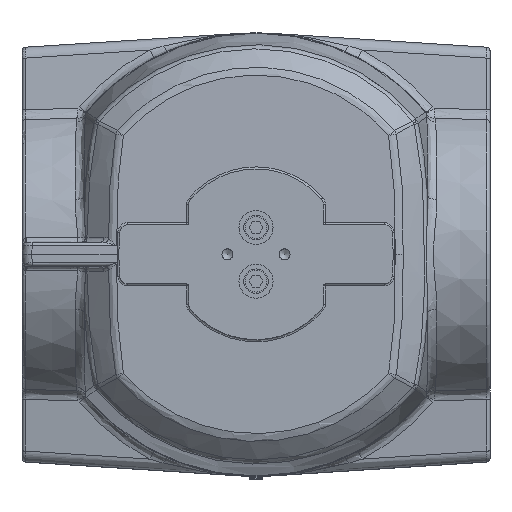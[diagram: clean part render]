
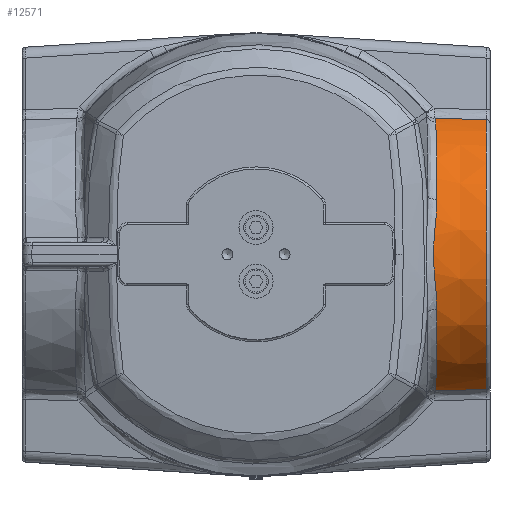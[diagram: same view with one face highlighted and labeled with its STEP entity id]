
A CAD part, top view. The second image highlights one B-rep face of the part: STEP entity #12571.
In plain terms, the highlighted conical face has half-angle 2 degrees and reference radius 60 mm.
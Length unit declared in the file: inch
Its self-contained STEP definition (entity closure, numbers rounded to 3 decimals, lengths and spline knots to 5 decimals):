
#1369=B_SPLINE_CURVE_WITH_KNOTS('',3,(#25014,#25015,#25016,#25017,#25018,
#25019,#25020,#25021,#25022),.UNSPECIFIED.,.F.,.F.,(4,1,1,1,1,1,4),(-4.93836,
-4.23288,-2.82192,-2.11644,-1.41096,-0.70548,
0.),.UNSPECIFIED.);
#1370=B_SPLINE_CURVE_WITH_KNOTS('',3,(#25024,#25025,#25026,#25027,#25028,
#25029,#25030),.UNSPECIFIED.,.F.,.F.,(4,1,1,1,4),(-4.69351,-4.02301,
-2.68201,-1.341,0.),
 .UNSPECIFIED.);
#1371=B_SPLINE_CURVE_WITH_KNOTS('',3,(#25032,#25033,#25034,#25035),
 .UNSPECIFIED.,.F.,.F.,(4,4),(-0.36459,0.),
 .UNSPECIFIED.);
#1372=B_SPLINE_CURVE_WITH_KNOTS('',3,(#25037,#25038,#25039,#25040),
 .UNSPECIFIED.,.F.,.F.,(4,4),(-0.01236,0.),.UNSPECIFIED.);
#1373=B_SPLINE_CURVE_WITH_KNOTS('',3,(#25041,#25042,#25043,#25044),
 .UNSPECIFIED.,.F.,.F.,(4,4),(-6.5935,-4.48227),
 .UNSPECIFIED.);
#1374=B_SPLINE_CURVE_WITH_KNOTS('',3,(#25046,#25047,#25048,#25049),
 .UNSPECIFIED.,.F.,.F.,(4,4),(-2.75699,-0.64576),
 .UNSPECIFIED.);
#1375=B_SPLINE_CURVE_WITH_KNOTS('',3,(#25051,#25052,#25053,#25054),
 .UNSPECIFIED.,.F.,.F.,(4,4),(-0.2649,-0.25254),
 .UNSPECIFIED.);
#1376=B_SPLINE_CURVE_WITH_KNOTS('',3,(#25056,#25057,#25058,#25059),
 .UNSPECIFIED.,.F.,.F.,(4,4),(-0.36459,0.),.UNSPECIFIED.);
#1377=B_SPLINE_CURVE_WITH_KNOTS('',3,(#25060,#25061,#25062,#25063,#25064,
#25065,#25066),.UNSPECIFIED.,.F.,.F.,(4,1,1,1,4),(-4.69883,-3.35631,
-2.68505,-1.34252,0.),.UNSPECIFIED.);
#1991=CONICAL_SURFACE('',#13737,2.3622,2.);
#3516=FACE_OUTER_BOUND('',#4403,.T.);
#4403=EDGE_LOOP('',(#10404,#10405,#10406,#10407,#10408,#10409,#10410,#10411,
#10412,#10413));
#5219=CIRCLE('',#13733,2.3642);
#6196=VERTEX_POINT('',#24963);
#6197=VERTEX_POINT('',#24964);
#6199=VERTEX_POINT('',#25012);
#6200=VERTEX_POINT('',#25013);
#6201=VERTEX_POINT('',#25023);
#6202=VERTEX_POINT('',#25031);
#6203=VERTEX_POINT('',#25036);
#6204=VERTEX_POINT('',#25045);
#6205=VERTEX_POINT('',#25050);
#6206=VERTEX_POINT('',#25055);
#7662=EDGE_CURVE('',#6196,#6197,#5219,.T.);
#7667=EDGE_CURVE('',#6199,#6200,#1369,.T.);
#7668=EDGE_CURVE('',#6201,#6199,#1370,.T.);
#7669=EDGE_CURVE('',#6202,#6201,#1371,.T.);
#7670=EDGE_CURVE('',#6203,#6202,#1372,.T.);
#7671=EDGE_CURVE('',#6197,#6203,#1373,.T.);
#7672=EDGE_CURVE('',#6204,#6196,#1374,.T.);
#7673=EDGE_CURVE('',#6205,#6204,#1375,.T.);
#7674=EDGE_CURVE('',#6206,#6205,#1376,.T.);
#7675=EDGE_CURVE('',#6200,#6206,#1377,.T.);
#10404=ORIENTED_EDGE('',*,*,#7667,.F.);
#10405=ORIENTED_EDGE('',*,*,#7668,.F.);
#10406=ORIENTED_EDGE('',*,*,#7669,.F.);
#10407=ORIENTED_EDGE('',*,*,#7670,.F.);
#10408=ORIENTED_EDGE('',*,*,#7671,.F.);
#10409=ORIENTED_EDGE('',*,*,#7662,.F.);
#10410=ORIENTED_EDGE('',*,*,#7672,.F.);
#10411=ORIENTED_EDGE('',*,*,#7673,.F.);
#10412=ORIENTED_EDGE('',*,*,#7674,.F.);
#10413=ORIENTED_EDGE('',*,*,#7675,.F.);
#12571=ADVANCED_FACE('',(#3516),#1991,.T.);
#13733=AXIS2_PLACEMENT_3D('',#24965,#16022,#16023);
#13737=AXIS2_PLACEMENT_3D('',#25011,#16030,#16031);
#16022=DIRECTION('center_axis',(1.,0.,0.));
#16023=DIRECTION('ref_axis',(0.,0.,
1.));
#16030=DIRECTION('center_axis',(-1.,0.,0.));
#16031=DIRECTION('ref_axis',(0.,0.94,0.342));
#24963=CARTESIAN_POINT('',(3.72253,2.17947,3.0815));
#24964=CARTESIAN_POINT('',(3.72253,-2.17947,3.0815));
#24965=CARTESIAN_POINT('Origin',(3.72253,0.,
2.16535));
#25011=CARTESIAN_POINT('Origin',(3.77953,0.,
2.16535));
#25012=CARTESIAN_POINT('',(2.92271,-0.88884,4.38622));
#25013=CARTESIAN_POINT('',(2.92271,0.88884,4.38622));
#25014=CARTESIAN_POINT('Ctrl Pts',(2.92271,-0.88884,
4.38622));
#25015=CARTESIAN_POINT('Ctrl Pts',(2.92302,-0.80819,
4.41848));
#25016=CARTESIAN_POINT('Ctrl Pts',(2.90819,-0.56076,
4.50268));
#25017=CARTESIAN_POINT('Ctrl Pts',(2.8643,-0.2179,
4.56062));
#25018=CARTESIAN_POINT('Ctrl Pts',(2.86451,0.13045,4.56072));
#25019=CARTESIAN_POINT('Ctrl Pts',(2.88612,0.38957,4.53159));
#25020=CARTESIAN_POINT('Ctrl Pts',(2.91328,0.64342,4.47457));
#25021=CARTESIAN_POINT('Ctrl Pts',(2.92302,0.80819,4.41848));
#25022=CARTESIAN_POINT('Ctrl Pts',(2.92271,0.88884,4.38622));
#25023=CARTESIAN_POINT('',(2.90015,-2.14133,3.23341));
#25024=CARTESIAN_POINT('Ctrl Pts',(2.90015,-2.14133,3.23341));
#25025=CARTESIAN_POINT('Ctrl Pts',(2.90312,-2.10441,3.3072));
#25026=CARTESIAN_POINT('Ctrl Pts',(2.91009,-1.98184,3.5235));
#25027=CARTESIAN_POINT('Ctrl Pts',(2.91638,-1.72429,3.84842));
#25028=CARTESIAN_POINT('Ctrl Pts',(2.92058,-1.33944,4.16848));
#25029=CARTESIAN_POINT('Ctrl Pts',(2.92213,-1.04215,4.32488));
#25030=CARTESIAN_POINT('Ctrl Pts',(2.92271,-0.88884,
4.38622));
#25031=CARTESIAN_POINT('',(2.89238,-2.1982,3.11154));
#25032=CARTESIAN_POINT('Ctrl Pts',(2.89238,-2.1982,3.11154));
#25033=CARTESIAN_POINT('Ctrl Pts',(2.8958,-2.18038,3.15262));
#25034=CARTESIAN_POINT('Ctrl Pts',(2.89853,-2.16141,3.19328));
#25035=CARTESIAN_POINT('Ctrl Pts',(2.90015,-2.14133,3.23341));
#25036=CARTESIAN_POINT('',(2.89202,-2.2,3.10736));
#25037=CARTESIAN_POINT('Ctrl Pts',(2.89202,-2.2,3.10736));
#25038=CARTESIAN_POINT('Ctrl Pts',(2.89215,-2.1994,3.10875));
#25039=CARTESIAN_POINT('Ctrl Pts',(2.89227,-2.1988,3.11015));
#25040=CARTESIAN_POINT('Ctrl Pts',(2.89238,-2.1982,3.11154));
#25041=CARTESIAN_POINT('Ctrl Pts',(3.72253,-2.17947,3.0815));
#25042=CARTESIAN_POINT('Ctrl Pts',(3.4457,-2.18634,3.09012));
#25043=CARTESIAN_POINT('Ctrl Pts',(3.16886,-2.19318,3.09874));
#25044=CARTESIAN_POINT('Ctrl Pts',(2.89202,-2.2,3.10736));
#25045=CARTESIAN_POINT('',(2.89202,2.2,3.10736));
#25046=CARTESIAN_POINT('Ctrl Pts',(2.89202,2.2,3.10736));
#25047=CARTESIAN_POINT('Ctrl Pts',(3.16886,2.19318,3.09874));
#25048=CARTESIAN_POINT('Ctrl Pts',(3.4457,2.18634,3.09012));
#25049=CARTESIAN_POINT('Ctrl Pts',(3.72253,2.17947,3.0815));
#25050=CARTESIAN_POINT('',(2.89238,2.1982,3.11154));
#25051=CARTESIAN_POINT('Ctrl Pts',(2.89238,2.1982,3.11154));
#25052=CARTESIAN_POINT('Ctrl Pts',(2.89227,2.1988,3.11015));
#25053=CARTESIAN_POINT('Ctrl Pts',(2.89215,2.1994,3.10875));
#25054=CARTESIAN_POINT('Ctrl Pts',(2.89202,2.2,3.10736));
#25055=CARTESIAN_POINT('',(2.90015,2.14133,3.23341));
#25056=CARTESIAN_POINT('Ctrl Pts',(2.90015,2.14133,3.23341));
#25057=CARTESIAN_POINT('Ctrl Pts',(2.89853,2.16141,3.19328));
#25058=CARTESIAN_POINT('Ctrl Pts',(2.8958,2.18038,3.15262));
#25059=CARTESIAN_POINT('Ctrl Pts',(2.89238,2.1982,3.11154));
#25060=CARTESIAN_POINT('Ctrl Pts',(2.92271,0.88884,4.38622));
#25061=CARTESIAN_POINT('Ctrl Pts',(2.92213,1.04232,4.32481));
#25062=CARTESIAN_POINT('Ctrl Pts',(2.92097,1.26462,4.20777));
#25063=CARTESIAN_POINT('Ctrl Pts',(2.91788,1.59671,3.96025));
#25064=CARTESIAN_POINT('Ctrl Pts',(2.9132,1.88893,3.66177));
#25065=CARTESIAN_POINT('Ctrl Pts',(2.90611,2.0674,3.38116));
#25066=CARTESIAN_POINT('Ctrl Pts',(2.90015,2.14133,3.23341));
